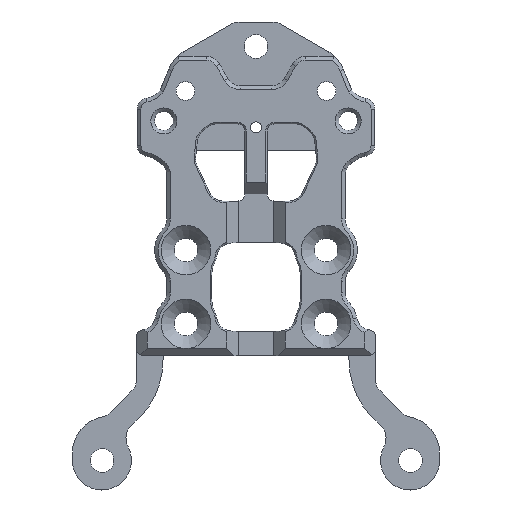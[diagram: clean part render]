
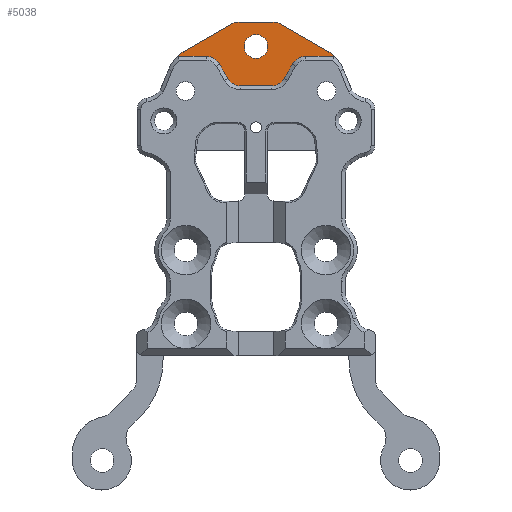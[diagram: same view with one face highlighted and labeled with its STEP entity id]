
A CAD part, front view. The second image highlights one B-rep face of the part: STEP entity #5038.
In plain terms, the highlighted planar face has unit normal (0, -1, 0).
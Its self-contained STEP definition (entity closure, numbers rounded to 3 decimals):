
#103=FACE_BOUND('',#531,.T.);
#126=PLANE('',#5344);
#242=FACE_OUTER_BOUND('',#530,.T.);
#530=EDGE_LOOP('',(#3358,#3359,#3360,#3361,#3362,#3363,#3364,#3365,#3366,
#3367,#3368,#3369,#3370,#3371,#3372,#3373));
#531=EDGE_LOOP('',(#3374));
#841=LINE('',#7601,#1310);
#842=LINE('',#7605,#1311);
#843=LINE('',#7609,#1312);
#844=LINE('',#7613,#1313);
#845=LINE('',#7617,#1314);
#846=LINE('',#7621,#1315);
#847=LINE('',#7625,#1316);
#848=LINE('',#7629,#1317);
#1310=VECTOR('',#5948,10.);
#1311=VECTOR('',#5951,10.);
#1312=VECTOR('',#5954,10.);
#1313=VECTOR('',#5957,10.);
#1314=VECTOR('',#5960,10.);
#1315=VECTOR('',#5963,10.);
#1316=VECTOR('',#5966,10.);
#1317=VECTOR('',#5969,10.);
#1781=CIRCLE('',#5345,2.);
#1782=CIRCLE('',#5346,5.);
#1783=CIRCLE('',#5347,2.);
#1784=CIRCLE('',#5348,2.);
#1785=CIRCLE('',#5349,2.);
#1786=CIRCLE('',#5350,2.);
#1787=CIRCLE('',#5351,5.);
#1788=CIRCLE('',#5352,2.);
#1789=CIRCLE('',#5353,1.6);
#2073=VERTEX_POINT('',#7599);
#2074=VERTEX_POINT('',#7600);
#2075=VERTEX_POINT('',#7602);
#2076=VERTEX_POINT('',#7604);
#2077=VERTEX_POINT('',#7606);
#2078=VERTEX_POINT('',#7608);
#2079=VERTEX_POINT('',#7610);
#2080=VERTEX_POINT('',#7612);
#2081=VERTEX_POINT('',#7614);
#2082=VERTEX_POINT('',#7616);
#2083=VERTEX_POINT('',#7618);
#2084=VERTEX_POINT('',#7620);
#2085=VERTEX_POINT('',#7622);
#2086=VERTEX_POINT('',#7624);
#2087=VERTEX_POINT('',#7626);
#2088=VERTEX_POINT('',#7628);
#2089=VERTEX_POINT('',#7631);
#2569=EDGE_CURVE('',#2073,#2074,#841,.T.);
#2570=EDGE_CURVE('',#2073,#2075,#1781,.T.);
#2571=EDGE_CURVE('',#2075,#2076,#842,.T.);
#2572=EDGE_CURVE('',#2076,#2077,#1782,.T.);
#2573=EDGE_CURVE('',#2077,#2078,#843,.T.);
#2574=EDGE_CURVE('',#2078,#2079,#1783,.T.);
#2575=EDGE_CURVE('',#2079,#2080,#844,.T.);
#2576=EDGE_CURVE('',#2081,#2080,#1784,.T.);
#2577=EDGE_CURVE('',#2082,#2081,#845,.T.);
#2578=EDGE_CURVE('',#2082,#2083,#1785,.T.);
#2579=EDGE_CURVE('',#2084,#2083,#846,.T.);
#2580=EDGE_CURVE('',#2085,#2084,#1786,.T.);
#2581=EDGE_CURVE('',#2086,#2085,#847,.T.);
#2582=EDGE_CURVE('',#2087,#2086,#1787,.T.);
#2583=EDGE_CURVE('',#2088,#2087,#848,.T.);
#2584=EDGE_CURVE('',#2074,#2088,#1788,.T.);
#2585=EDGE_CURVE('',#2089,#2089,#1789,.T.);
#3358=ORIENTED_EDGE('',*,*,#2569,.F.);
#3359=ORIENTED_EDGE('',*,*,#2570,.T.);
#3360=ORIENTED_EDGE('',*,*,#2571,.T.);
#3361=ORIENTED_EDGE('',*,*,#2572,.T.);
#3362=ORIENTED_EDGE('',*,*,#2573,.T.);
#3363=ORIENTED_EDGE('',*,*,#2574,.T.);
#3364=ORIENTED_EDGE('',*,*,#2575,.T.);
#3365=ORIENTED_EDGE('',*,*,#2576,.F.);
#3366=ORIENTED_EDGE('',*,*,#2577,.F.);
#3367=ORIENTED_EDGE('',*,*,#2578,.T.);
#3368=ORIENTED_EDGE('',*,*,#2579,.F.);
#3369=ORIENTED_EDGE('',*,*,#2580,.F.);
#3370=ORIENTED_EDGE('',*,*,#2581,.F.);
#3371=ORIENTED_EDGE('',*,*,#2582,.F.);
#3372=ORIENTED_EDGE('',*,*,#2583,.F.);
#3373=ORIENTED_EDGE('',*,*,#2584,.F.);
#3374=ORIENTED_EDGE('',*,*,#2585,.F.);
#5038=ADVANCED_FACE('',(#242,#103),#126,.T.);
#5344=AXIS2_PLACEMENT_3D('',#7598,#5946,#5947);
#5345=AXIS2_PLACEMENT_3D('',#7603,#5949,#5950);
#5346=AXIS2_PLACEMENT_3D('',#7607,#5952,#5953);
#5347=AXIS2_PLACEMENT_3D('',#7611,#5955,#5956);
#5348=AXIS2_PLACEMENT_3D('',#7615,#5958,#5959);
#5349=AXIS2_PLACEMENT_3D('',#7619,#5961,#5962);
#5350=AXIS2_PLACEMENT_3D('',#7623,#5964,#5965);
#5351=AXIS2_PLACEMENT_3D('',#7627,#5967,#5968);
#5352=AXIS2_PLACEMENT_3D('',#7630,#5970,#5971);
#5353=AXIS2_PLACEMENT_3D('',#7632,#5972,#5973);
#5946=DIRECTION('center_axis',(0.,-1.,0.));
#5947=DIRECTION('ref_axis',(1.,0.,0.));
#5948=DIRECTION('',(1.,0.,0.));
#5949=DIRECTION('center_axis',(0.,-1.,0.));
#5950=DIRECTION('ref_axis',(-0.259,0.,0.966));
#5951=DIRECTION('',(-0.866,0.,-0.5));
#5952=DIRECTION('center_axis',(0.,-1.,0.));
#5953=DIRECTION('ref_axis',(-0.754,0.,0.656));
#5954=DIRECTION('',(1.,0.,0.));
#5955=DIRECTION('center_axis',(0.,1.,0.));
#5956=DIRECTION('ref_axis',(0.,0.,
1.));
#5957=DIRECTION('',(0.5,0.,-0.866));
#5958=DIRECTION('center_axis',(0.,1.,0.));
#5959=DIRECTION('ref_axis',(-0.5,0.,-0.866));
#5960=DIRECTION('',(-1.,0.,0.));
#5961=DIRECTION('center_axis',(0.,-1.,0.));
#5962=DIRECTION('ref_axis',(0.5,0.,-0.866));
#5963=DIRECTION('',(-0.5,0.,-0.866));
#5964=DIRECTION('center_axis',(0.,-1.,0.));
#5965=DIRECTION('ref_axis',(0.,0.,1.));
#5966=DIRECTION('',(-1.,0.,0.));
#5967=DIRECTION('center_axis',(0.,1.,0.));
#5968=DIRECTION('ref_axis',(0.754,0.,0.656));
#5969=DIRECTION('',(0.866,0.,-0.5));
#5970=DIRECTION('center_axis',(0.,1.,0.));
#5971=DIRECTION('ref_axis',(0.259,0.,0.966));
#5972=DIRECTION('center_axis',(0.,-1.,0.));
#5973=DIRECTION('ref_axis',(0.,0.,
1.));
#7598=CARTESIAN_POINT('Origin',(-0.54,-19.429,23.004));
#7599=CARTESIAN_POINT('',(-2.837,-19.429,29.924));
#7600=CARTESIAN_POINT('',(1.756,-19.429,29.924));
#7601=CARTESIAN_POINT('',(-2.39,-19.429,29.924));
#7602=CARTESIAN_POINT('',(-3.837,-19.429,29.656));
#7603=CARTESIAN_POINT('Origin',(-2.837,-19.429,27.924));
#7604=CARTESIAN_POINT('',(-10.245,-19.429,25.956));
#7605=CARTESIAN_POINT('',(-6.277,-19.429,28.247));
#7606=CARTESIAN_POINT('',(-11.186,-19.429,25.254));
#7607=CARTESIAN_POINT('Origin',(-7.745,-19.429,21.626));
#7608=CARTESIAN_POINT('',(-7.267,-19.429,25.254));
#7609=CARTESIAN_POINT('',(-5.659,-19.429,25.254));
#7610=CARTESIAN_POINT('',(-5.534,-19.429,24.254));
#7611=CARTESIAN_POINT('Origin',(-7.267,-19.429,23.254));
#7612=CARTESIAN_POINT('',(-4.38,-19.429,22.254));
#7613=CARTESIAN_POINT('',(-5.534,-19.429,24.254));
#7614=CARTESIAN_POINT('',(-2.648,-19.429,21.254));
#7615=CARTESIAN_POINT('Origin',(-2.648,-19.429,23.254));
#7616=CARTESIAN_POINT('',(1.567,-19.429,21.254));
#7617=CARTESIAN_POINT('',(0.513,-19.429,21.254));
#7618=CARTESIAN_POINT('',(3.299,-19.429,22.254));
#7619=CARTESIAN_POINT('Origin',(1.567,-19.429,23.254));
#7620=CARTESIAN_POINT('',(4.454,-19.429,24.254));
#7621=CARTESIAN_POINT('',(4.454,-19.429,24.254));
#7622=CARTESIAN_POINT('',(6.186,-19.429,25.254));
#7623=CARTESIAN_POINT('Origin',(6.186,-19.429,23.254));
#7624=CARTESIAN_POINT('',(10.106,-19.429,25.254));
#7625=CARTESIAN_POINT('',(4.578,-19.429,25.254));
#7626=CARTESIAN_POINT('',(9.164,-19.429,25.956));
#7627=CARTESIAN_POINT('Origin',(6.664,-19.429,21.626));
#7628=CARTESIAN_POINT('',(2.756,-19.429,29.656));
#7629=CARTESIAN_POINT('',(5.196,-19.429,28.247));
#7630=CARTESIAN_POINT('Origin',(1.756,-19.429,27.924));
#7631=CARTESIAN_POINT('',(-0.54,-19.429,25.005));
#7632=CARTESIAN_POINT('Origin',(-0.54,-19.429,26.605));
